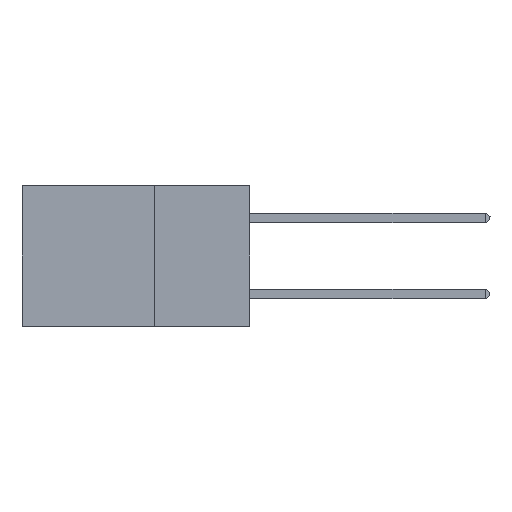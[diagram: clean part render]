
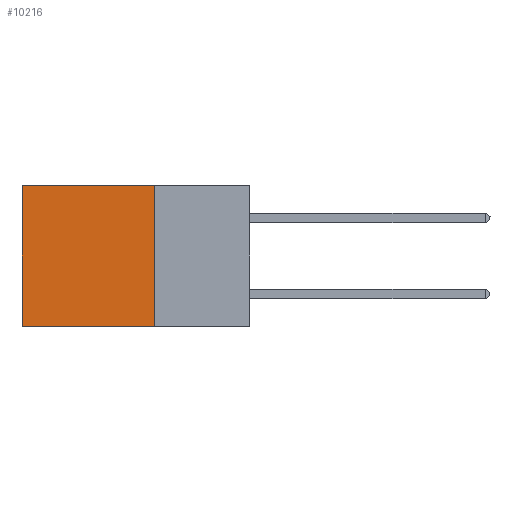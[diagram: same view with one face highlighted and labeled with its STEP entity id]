
A CAD part, left-side view. The second image highlights one B-rep face of the part: STEP entity #10216.
In plain terms, the highlighted planar face has unit normal (-1, 0, 0).
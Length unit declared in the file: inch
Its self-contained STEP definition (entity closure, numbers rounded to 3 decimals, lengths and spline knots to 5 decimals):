
#1231 = DIRECTION ( 'NONE',  ( 0., 1., 0. ) ) ;
#1838 = ORIENTED_EDGE ( 'NONE', *, *, #11670, .F. ) ;
#2960 = DIRECTION ( 'NONE',  ( 0., 0., -1. ) ) ;
#4968 = VECTOR ( 'NONE', #10230, 39.37008 ) ;
#5165 = EDGE_CURVE ( 'NONE', #11713, #16065, #18457, .T. ) ;
#5321 = CARTESIAN_POINT ( 'NONE',  ( 0.2875, 0.6, 0. ) ) ;
#6063 = VERTEX_POINT ( 'NONE', #5321 ) ;
#6394 = CARTESIAN_POINT ( 'NONE',  ( 0.2875, 0.6, 0. ) ) ;
#7270 = ORIENTED_EDGE ( 'NONE', *, *, #17172, .T. ) ;
#7348 = CARTESIAN_POINT ( 'NONE',  ( 0.2875, 0.25, 0. ) ) ;
#7403 = LINE ( 'NONE', #7348, #7852 ) ;
#7596 = EDGE_LOOP ( 'NONE', ( #7270, #16223, #1838, #15536 ) ) ;
#7852 = VECTOR ( 'NONE', #1231, 39.37008 ) ;
#8428 = CARTESIAN_POINT ( 'NONE',  ( 0.2875, 0.6, -0.37 ) ) ;
#8481 = DIRECTION ( 'NONE',  ( 1., 0., 0. ) ) ;
#8494 = VERTEX_POINT ( 'NONE', #13965 ) ;
#8673 = CARTESIAN_POINT ( 'NONE',  ( 0.2875, 0.25, 0. ) ) ;
#10073 = PLANE ( 'NONE',  #12581 ) ;
#10216 = ADVANCED_FACE ( 'NONE', ( #18152 ), #10073, .F. ) ;
#10230 = DIRECTION ( 'NONE',  ( 0., 0., -1. ) ) ;
#11071 = CARTESIAN_POINT ( 'NONE',  ( 0.2875, 0.25, -0.37 ) ) ;
#11670 = EDGE_CURVE ( 'NONE', #8494, #11713, #16949, .T. ) ;
#11713 = VERTEX_POINT ( 'NONE', #11785 ) ;
#11785 = CARTESIAN_POINT ( 'NONE',  ( 0.2875, 0.25, -0.37 ) ) ;
#11797 = DIRECTION ( 'NONE',  ( 0., 1., 0. ) ) ;
#12581 = AXIS2_PLACEMENT_3D ( 'NONE', #17308, #8481, #15888 ) ;
#12583 = VECTOR ( 'NONE', #2960, 39.37008 ) ;
#13863 = EDGE_CURVE ( 'NONE', #8494, #6063, #7403, .T. ) ;
#13965 = CARTESIAN_POINT ( 'NONE',  ( 0.2875, 0.25, 0. ) ) ;
#15536 = ORIENTED_EDGE ( 'NONE', *, *, #13863, .T. ) ;
#15888 = DIRECTION ( 'NONE',  ( 0., 0., -1. ) ) ;
#15915 = VECTOR ( 'NONE', #11797, 39.37008 ) ;
#16065 = VERTEX_POINT ( 'NONE', #8428 ) ;
#16223 = ORIENTED_EDGE ( 'NONE', *, *, #5165, .F. ) ;
#16767 = LINE ( 'NONE', #6394, #4968 ) ;
#16949 = LINE ( 'NONE', #8673, #12583 ) ;
#17172 = EDGE_CURVE ( 'NONE', #6063, #16065, #16767, .T. ) ;
#17308 = CARTESIAN_POINT ( 'NONE',  ( 0.2875, 0.25, 0. ) ) ;
#18152 = FACE_OUTER_BOUND ( 'NONE', #7596, .T. ) ;
#18457 = LINE ( 'NONE', #11071, #15915 ) ;
